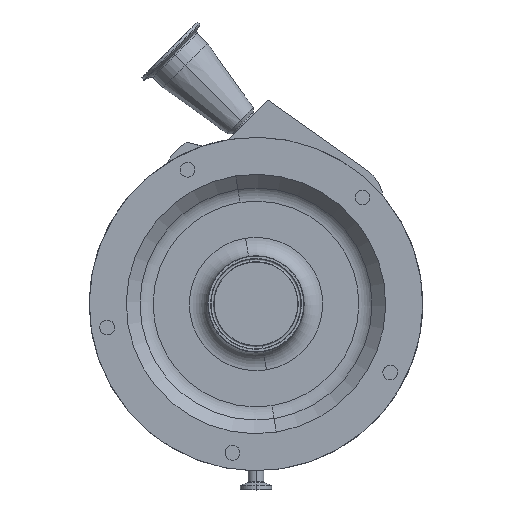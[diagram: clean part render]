
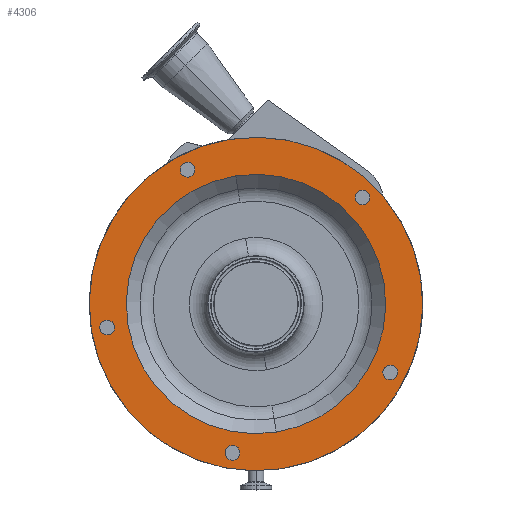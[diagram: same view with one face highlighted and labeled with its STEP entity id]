
A CAD part, top view. The second image highlights one B-rep face of the part: STEP entity #4306.
In plain terms, the highlighted planar face has unit normal (0, 0, 1).
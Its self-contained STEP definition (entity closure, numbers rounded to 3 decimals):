
#8 = DIRECTION ( 'NONE',  ( 0., 0., 1. ) ) ;
#152 = CARTESIAN_POINT ( 'NONE',  ( -38.52, -6.101, 241. ) ) ;
#177 = EDGE_CURVE ( 'NONE', #4386, #8178, #939, .T. ) ;
#523 = CARTESIAN_POINT ( 'NONE',  ( -121.437, -13.159, 241. ) ) ;
#730 = EDGE_LOOP ( 'NONE', ( #4588, #12888 ) ) ;
#810 = CIRCLE ( 'NONE', #5762, 6. ) ;
#939 = CIRCLE ( 'NONE', #10843, 6. ) ;
#1413 = DIRECTION ( 'NONE',  ( -1., 0., 0. ) ) ;
#1455 = VERTEX_POINT ( 'NONE', #3626 ) ;
#1697 = DIRECTION ( 'NONE',  ( 0., 0., 1. ) ) ;
#1716 = CARTESIAN_POINT ( 'NONE',  ( -13.159, -121.437, 241. ) ) ;
#1797 = CARTESIAN_POINT ( 'NONE',  ( -16.426, 103.707, 241. ) ) ;
#1910 = DIRECTION ( 'NONE',  ( 0.891, 0.454, 0. ) ) ;
#1929 = AXIS2_PLACEMENT_3D ( 'NONE', #7495, #5848, #10587 ) ;
#1962 = AXIS2_PLACEMENT_3D ( 'NONE', #6056, #1697, #4593 ) ;
#2168 = ORIENTED_EDGE ( 'NONE', *, *, #13956, .F. ) ;
#2314 = DIRECTION ( 'NONE',  ( 0., 0., 1. ) ) ;
#2414 = VERTEX_POINT ( 'NONE', #1716 ) ;
#2446 = CARTESIAN_POINT ( 'NONE',  ( 21.119, -133.338, 241. ) ) ;
#2532 = EDGE_LOOP ( 'NONE', ( #15778, #11051 ) ) ;
#2802 = CARTESIAN_POINT ( 'NONE',  ( 86.267, 86.267, 241. ) ) ;
#2875 = VERTEX_POINT ( 'NONE', #5958 ) ;
#3236 = FACE_BOUND ( 'NONE', #6491, .T. ) ;
#3278 = EDGE_CURVE ( 'NONE', #9033, #11409, #6516, .T. ) ;
#3348 = CARTESIAN_POINT ( 'NONE',  ( -55.387, 108.703, 241. ) ) ;
#3437 = AXIS2_PLACEMENT_3D ( 'NONE', #152, #13522, #1413 ) ;
#3466 = EDGE_LOOP ( 'NONE', ( #5283, #6429 ) ) ;
#3515 = EDGE_CURVE ( 'NONE', #11742, #17592, #18004, .T. ) ;
#3597 = EDGE_LOOP ( 'NONE', ( #17933, #14215 ) ) ;
#3626 = CARTESIAN_POINT ( 'NONE',  ( 16.426, -103.707, 241. ) ) ;
#3773 = VERTEX_POINT ( 'NONE', #8704 ) ;
#4024 = AXIS2_PLACEMENT_3D ( 'NONE', #18744, #12342, #18295 ) ;
#4202 = ORIENTED_EDGE ( 'NONE', *, *, #15036, .F. ) ;
#4255 = CARTESIAN_POINT ( 'NONE',  ( 0., 0., 241. ) ) ;
#4306 = ADVANCED_FACE ( 'NONE', ( #13237, #8774, #3236, #8972, #5874, #19183, #10607 ), #16455, .F. ) ;
#4386 = VERTEX_POINT ( 'NONE', #523 ) ;
#4588 = ORIENTED_EDGE ( 'NONE', *, *, #4605, .F. ) ;
#4593 = DIRECTION ( 'NONE',  ( 0.707, -0.707, 0. ) ) ;
#4605 = EDGE_CURVE ( 'NONE', #14358, #3773, #5633, .T. ) ;
#4820 = AXIS2_PLACEMENT_3D ( 'NONE', #6366, #15114, #4904 ) ;
#4904 = DIRECTION ( 'NONE',  ( -0.156, 0.988, 0. ) ) ;
#5279 = EDGE_CURVE ( 'NONE', #2414, #11576, #18565, .T. ) ;
#5283 = ORIENTED_EDGE ( 'NONE', *, *, #3278, .T. ) ;
#5633 = CIRCLE ( 'NONE', #1929, 6. ) ;
#5762 = AXIS2_PLACEMENT_3D ( 'NONE', #2802, #11521, #17468 ) ;
#5848 = DIRECTION ( 'NONE',  ( 0., 0., 1. ) ) ;
#5874 = FACE_BOUND ( 'NONE', #3597, .T. ) ;
#5958 = CARTESIAN_POINT ( 'NONE',  ( 90.51, 82.024, 241. ) ) ;
#6056 = CARTESIAN_POINT ( 'NONE',  ( 86.267, 86.267, 241. ) ) ;
#6072 = CIRCLE ( 'NONE', #4820, 6. ) ;
#6114 = CIRCLE ( 'NONE', #16966, 135. ) ;
#6284 = DIRECTION ( 'NONE',  ( -0.156, 0.988, 0. ) ) ;
#6366 = CARTESIAN_POINT ( 'NONE',  ( -120.498, -19.085, 241. ) ) ;
#6429 = ORIENTED_EDGE ( 'NONE', *, *, #16119, .T. ) ;
#6491 = EDGE_LOOP ( 'NONE', ( #11191, #4202 ) ) ;
#6516 = CIRCLE ( 'NONE', #4024, 135. ) ;
#6519 = EDGE_CURVE ( 'NONE', #2875, #7570, #11253, .T. ) ;
#6974 = EDGE_LOOP ( 'NONE', ( #17430, #18595 ) ) ;
#7141 = CARTESIAN_POINT ( 'NONE',  ( 105.979, -60.733, 241. ) ) ;
#7347 = AXIS2_PLACEMENT_3D ( 'NONE', #12078, #14712, #19192 ) ;
#7365 = DIRECTION ( 'NONE',  ( -0.156, 0.988, 0. ) ) ;
#7495 = CARTESIAN_POINT ( 'NONE',  ( -55.387, 108.703, 241. ) ) ;
#7570 = VERTEX_POINT ( 'NONE', #17140 ) ;
#8178 = VERTEX_POINT ( 'NONE', #12448 ) ;
#8438 = DIRECTION ( 'NONE',  ( 0., 0., 1. ) ) ;
#8680 = CARTESIAN_POINT ( 'NONE',  ( 111.427, -50.041, 241. ) ) ;
#8704 = CARTESIAN_POINT ( 'NONE',  ( -60.733, 105.979, 241. ) ) ;
#8774 = FACE_BOUND ( 'NONE', #730, .T. ) ;
#8972 = FACE_BOUND ( 'NONE', #6974, .T. ) ;
#9033 = VERTEX_POINT ( 'NONE', #19187 ) ;
#9248 = DIRECTION ( 'NONE',  ( 0., 0., 1. ) ) ;
#9271 = DIRECTION ( 'NONE',  ( 0., 0., 1. ) ) ;
#9757 = CIRCLE ( 'NONE', #16287, 6. ) ;
#9939 = EDGE_CURVE ( 'NONE', #11576, #2414, #14160, .T. ) ;
#10146 = DIRECTION ( 'NONE',  ( 0., 0., 1. ) ) ;
#10260 = CARTESIAN_POINT ( 'NONE',  ( -25.011, -119.559, 241. ) ) ;
#10498 = DIRECTION ( 'NONE',  ( -0.988, 0.156, 0. ) ) ;
#10587 = DIRECTION ( 'NONE',  ( 0.891, 0.454, 0. ) ) ;
#10607 = FACE_BOUND ( 'NONE', #14154, .T. ) ;
#10843 = AXIS2_PLACEMENT_3D ( 'NONE', #12576, #2314, #6284 ) ;
#11051 = ORIENTED_EDGE ( 'NONE', *, *, #12486, .F. ) ;
#11191 = ORIENTED_EDGE ( 'NONE', *, *, #6519, .F. ) ;
#11253 = CIRCLE ( 'NONE', #1962, 6. ) ;
#11406 = AXIS2_PLACEMENT_3D ( 'NONE', #13501, #13218, #10498 ) ;
#11409 = VERTEX_POINT ( 'NONE', #2446 ) ;
#11521 = DIRECTION ( 'NONE',  ( 0., 0., 1. ) ) ;
#11576 = VERTEX_POINT ( 'NONE', #10260 ) ;
#11651 = EDGE_CURVE ( 'NONE', #3773, #14358, #9757, .T. ) ;
#11742 = VERTEX_POINT ( 'NONE', #8680 ) ;
#12066 = CARTESIAN_POINT ( 'NONE',  ( 108.703, -55.387, 241. ) ) ;
#12078 = CARTESIAN_POINT ( 'NONE',  ( -19.085, -120.498, 241. ) ) ;
#12342 = DIRECTION ( 'NONE',  ( 0., 0., 1. ) ) ;
#12448 = CARTESIAN_POINT ( 'NONE',  ( -119.559, -25.011, 241. ) ) ;
#12486 = EDGE_CURVE ( 'NONE', #8178, #4386, #6072, .T. ) ;
#12576 = CARTESIAN_POINT ( 'NONE',  ( -120.498, -19.085, 241. ) ) ;
#12888 = ORIENTED_EDGE ( 'NONE', *, *, #11651, .F. ) ;
#13068 = CARTESIAN_POINT ( 'NONE',  ( 0., 0., 241. ) ) ;
#13217 = AXIS2_PLACEMENT_3D ( 'NONE', #17892, #14973, #17992 ) ;
#13218 = DIRECTION ( 'NONE',  ( 0., 0., 1. ) ) ;
#13237 = FACE_OUTER_BOUND ( 'NONE', #3466, .T. ) ;
#13501 = CARTESIAN_POINT ( 'NONE',  ( -19.085, -120.498, 241. ) ) ;
#13522 = DIRECTION ( 'NONE',  ( 0., 0., -1. ) ) ;
#13860 = AXIS2_PLACEMENT_3D ( 'NONE', #13068, #10146, #19013 ) ;
#13956 = EDGE_CURVE ( 'NONE', #15850, #1455, #15104, .T. ) ;
#14154 = EDGE_LOOP ( 'NONE', ( #2168, #14759 ) ) ;
#14160 = CIRCLE ( 'NONE', #7347, 6. ) ;
#14215 = ORIENTED_EDGE ( 'NONE', *, *, #5279, .F. ) ;
#14358 = VERTEX_POINT ( 'NONE', #16816 ) ;
#14447 = CIRCLE ( 'NONE', #18839, 6. ) ;
#14468 = EDGE_CURVE ( 'NONE', #17592, #11742, #14447, .T. ) ;
#14712 = DIRECTION ( 'NONE',  ( 0., 0., 1. ) ) ;
#14759 = ORIENTED_EDGE ( 'NONE', *, *, #16573, .F. ) ;
#14973 = DIRECTION ( 'NONE',  ( 0., 0., 1. ) ) ;
#15036 = EDGE_CURVE ( 'NONE', #7570, #2875, #810, .T. ) ;
#15104 = CIRCLE ( 'NONE', #13217, 105. ) ;
#15114 = DIRECTION ( 'NONE',  ( 0., 0., 1. ) ) ;
#15778 = ORIENTED_EDGE ( 'NONE', *, *, #177, .F. ) ;
#15832 = CARTESIAN_POINT ( 'NONE',  ( 108.703, -55.387, 241. ) ) ;
#15850 = VERTEX_POINT ( 'NONE', #1797 ) ;
#16110 = DIRECTION ( 'NONE',  ( -0.454, -0.891, 0. ) ) ;
#16119 = EDGE_CURVE ( 'NONE', #11409, #9033, #6114, .T. ) ;
#16287 = AXIS2_PLACEMENT_3D ( 'NONE', #3348, #9271, #1910 ) ;
#16455 = PLANE ( 'NONE',  #3437 ) ;
#16573 = EDGE_CURVE ( 'NONE', #1455, #15850, #17301, .T. ) ;
#16816 = CARTESIAN_POINT ( 'NONE',  ( -50.041, 111.427, 241. ) ) ;
#16966 = AXIS2_PLACEMENT_3D ( 'NONE', #4255, #8, #7365 ) ;
#17140 = CARTESIAN_POINT ( 'NONE',  ( 82.024, 90.51, 241. ) ) ;
#17301 = CIRCLE ( 'NONE', #13860, 105. ) ;
#17430 = ORIENTED_EDGE ( 'NONE', *, *, #14468, .F. ) ;
#17468 = DIRECTION ( 'NONE',  ( 0.707, -0.707, 0. ) ) ;
#17592 = VERTEX_POINT ( 'NONE', #7141 ) ;
#17892 = CARTESIAN_POINT ( 'NONE',  ( 0., 0., 241. ) ) ;
#17933 = ORIENTED_EDGE ( 'NONE', *, *, #9939, .F. ) ;
#17992 = DIRECTION ( 'NONE',  ( -0.156, 0.988, 0. ) ) ;
#18004 = CIRCLE ( 'NONE', #18297, 6. ) ;
#18018 = DIRECTION ( 'NONE',  ( -0.454, -0.891, 0. ) ) ;
#18295 = DIRECTION ( 'NONE',  ( -0.156, 0.988, 0. ) ) ;
#18297 = AXIS2_PLACEMENT_3D ( 'NONE', #15832, #8438, #16110 ) ;
#18565 = CIRCLE ( 'NONE', #11406, 6. ) ;
#18595 = ORIENTED_EDGE ( 'NONE', *, *, #3515, .F. ) ;
#18744 = CARTESIAN_POINT ( 'NONE',  ( 0., 0., 241. ) ) ;
#18839 = AXIS2_PLACEMENT_3D ( 'NONE', #12066, #9248, #18018 ) ;
#19013 = DIRECTION ( 'NONE',  ( -0.156, 0.988, 0. ) ) ;
#19183 = FACE_BOUND ( 'NONE', #2532, .T. ) ;
#19187 = CARTESIAN_POINT ( 'NONE',  ( -21.119, 133.338, 241. ) ) ;
#19192 = DIRECTION ( 'NONE',  ( -0.988, 0.156, 0. ) ) ;
